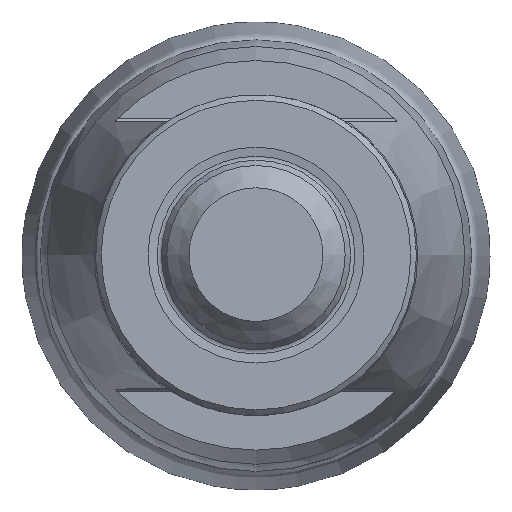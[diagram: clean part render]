
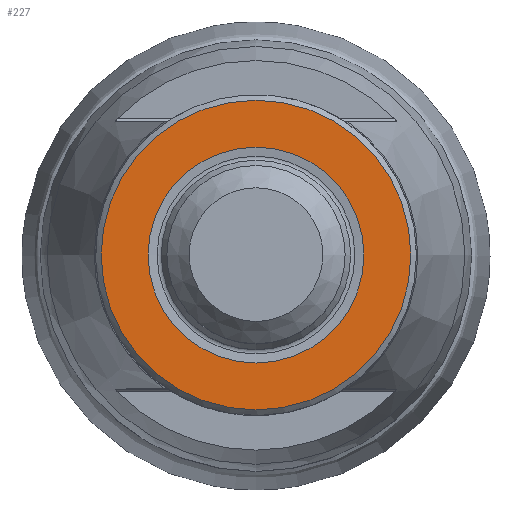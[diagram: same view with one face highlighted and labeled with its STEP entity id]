
A CAD part, top view. The second image highlights one B-rep face of the part: STEP entity #227.
In plain terms, the highlighted planar face has unit normal (0, 0, 1).
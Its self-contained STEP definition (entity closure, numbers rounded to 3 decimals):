
#117=PLANE('',#879);
#227=ADVANCED_FACE('CLONE_TP_FACE',(#296,#297),#117,.T.);
#296=FACE_BOUND('',#375,.T.);
#297=FACE_BOUND('',#376,.T.);
#375=EDGE_LOOP('',(#511));
#376=EDGE_LOOP('',(#512));
#511=ORIENTED_EDGE('',*,*,#651,.T.);
#512=ORIENTED_EDGE('',*,*,#650,.F.);
#580=VERTEX_POINT('',#1349);
#581=VERTEX_POINT('',#1353);
#650=EDGE_CURVE('',#580,#580,#690,.T.);
#651=EDGE_CURVE('',#581,#581,#691,.T.);
#690=CIRCLE('',#875,9.689);
#691=CIRCLE('',#878,13.9);
#875=AXIS2_PLACEMENT_3D('',#1348,#1075,#1076);
#878=AXIS2_PLACEMENT_3D('',#1352,#1081,#1082);
#879=AXIS2_PLACEMENT_3D('',#1354,#1083,#1084);
#1075=DIRECTION('',(0.,0.,1.));
#1076=DIRECTION('',(1.,0.,0.));
#1081=DIRECTION('',(0.,0.,1.));
#1082=DIRECTION('',(1.,0.,0.));
#1083=DIRECTION('',(0.,0.,1.));
#1084=DIRECTION('',(-1.,0.,0.));
#1348=CARTESIAN_POINT('',(0.,0.,0.));
#1349=CARTESIAN_POINT('',(9.689,0.,0.));
#1352=CARTESIAN_POINT('',(0.,0.,0.));
#1353=CARTESIAN_POINT('',(13.9,0.,0.));
#1354=CARTESIAN_POINT('',(-14.4,0.,0.));
